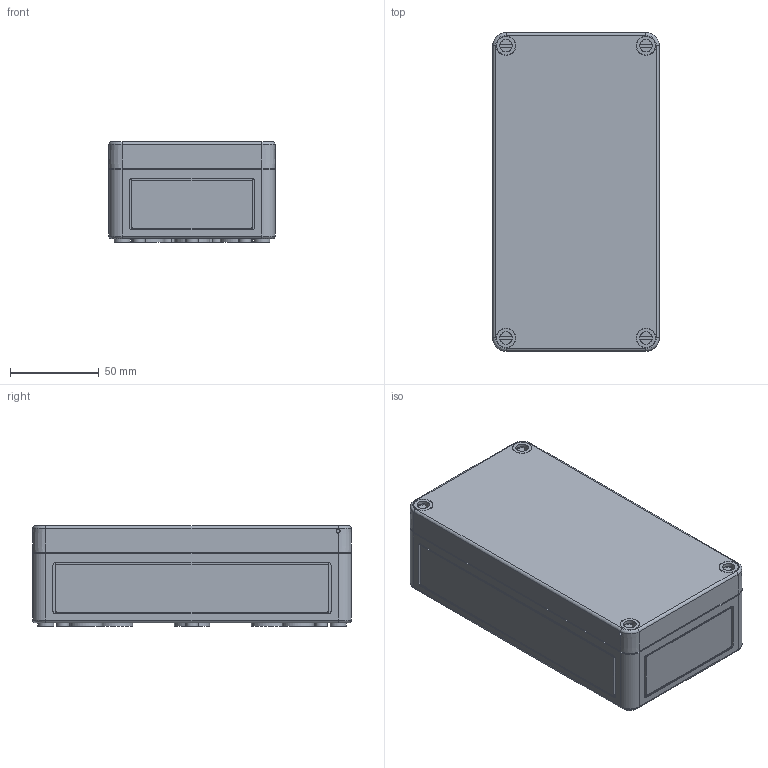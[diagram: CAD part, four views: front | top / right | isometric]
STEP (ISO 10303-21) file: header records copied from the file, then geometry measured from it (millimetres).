
FILE_DESCRIPTION( ( 'STEP AP214' ), ' ' );
FILE_NAME( '11101001.stp', '2016-02-19T21:18:19', ( '' ), ( '' ), ' ', 'PARTsolutions', ' ' );
FILE_SCHEMA( ( 'AUTOMOTIVE_DESIGN { 1 0 10303 214 1 1 1 1 }' ) );
Length unit declared in the file: millimetre
Products named in the file (4): 11101001; _Kasten_TK1809-o; _Deckel_TK1809-6-t; _Schraube_TK34mm-schwarz
Assembly tree (6 placements, depth 2):
  11101001
    _Kasten_TK1809-o
    _Deckel_TK1809-6-t
    _Schraube_TK34mm-schwarz  x4
Bounding box: 94 x 180 x 56.7 mm (x, y, z)
Volume: 199843.5 mm3; surface area: 152262.2 mm2
Topology: 6 solids, 6 shells, 699 faces, 1753 edges, 1146 vertices
Faces by surface type: plane 395, cylinder 247, cone 44, torus 12, sphere 1
Full cylindrical faces by diameter (mm): 2.2 x2, 2.53 x2, 3.53 x8, 5 x4, 5.8 x8, 7 x12, 8.376 x4, 9 x5, 10.5 x4, 14.11 x4, 18.18 x4, 20 x2
Entity records: 21994 total; most frequent: DIRECTION 3102, CARTESIAN_POINT 3047, ORIENTED_EDGE 2770, EDGE_CURVE 1385, AXIS2_PLACEMENT_3D 1140, VERTEX_POINT 949, LINE 822, VECTOR 822
